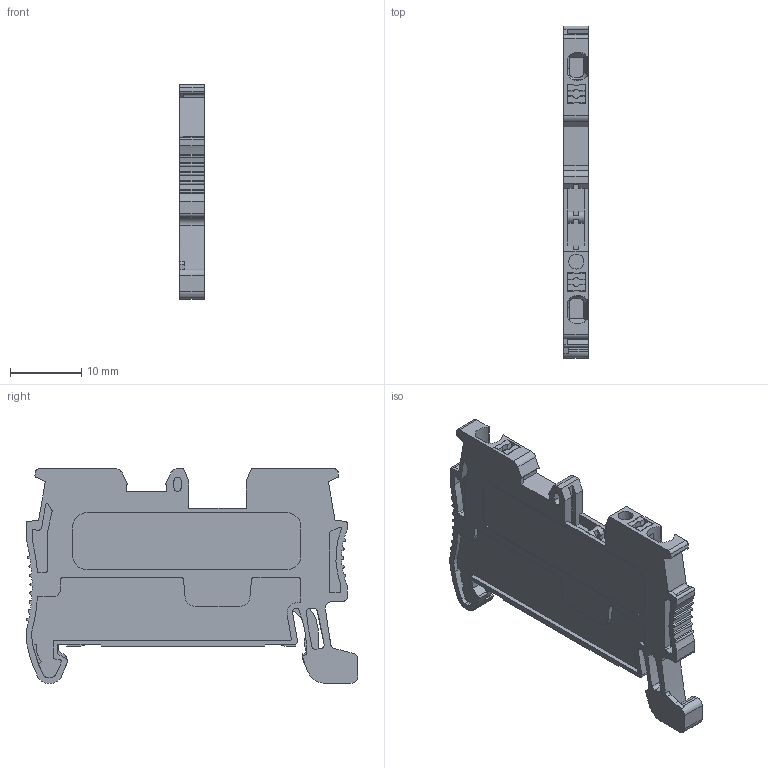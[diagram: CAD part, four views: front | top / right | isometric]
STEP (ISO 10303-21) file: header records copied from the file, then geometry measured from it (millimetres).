
FILE_DESCRIPTION(('STEP AP203'), '1');
FILE_NAME('MTP-1.5PE', '2024-07-03T07:53:58', ('砐錪賧瘔蠈錪 Windows'), (''), 'C3D Converter', 'C3D Toolkit', '');
FILE_SCHEMA(('CONFIG_CONTROL_DESIGN'));
Length unit declared in the file: millimetre
Bounding box: 3.5 x 46.55 x 30.05 mm (x, y, z)
Volume: 2888.4 mm3; surface area: 3288.8 mm2
Topology: 1 solids, 1 shells, 540 faces, 1553 edges, 1020 vertices
Faces by surface type: plane 343, cylinder 183, cone 13, torus 1
Full cylindrical faces by diameter (mm): 1 x1, 2.1 x1, 2.4 x1, 2.6 x1
Entity records: 23007 total; most frequent: CARTESIAN_POINT 4304, ORIENTED_EDGE 3080, DIRECTION 2961, EDGE_CURVE 1540, LINE 1081, VECTOR 1081, VERTEX_POINT 1020, AXIS2_PLACEMENT_3D 940
